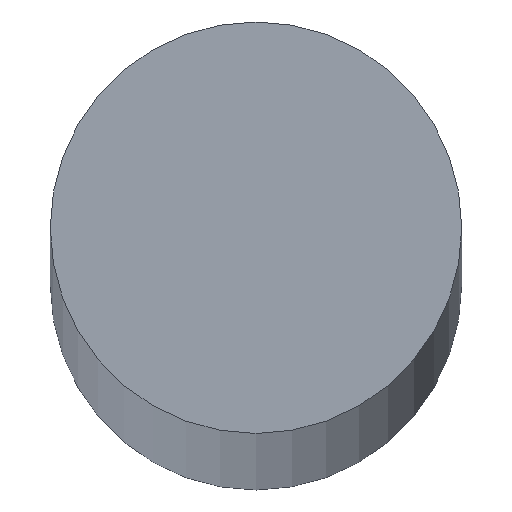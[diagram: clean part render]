
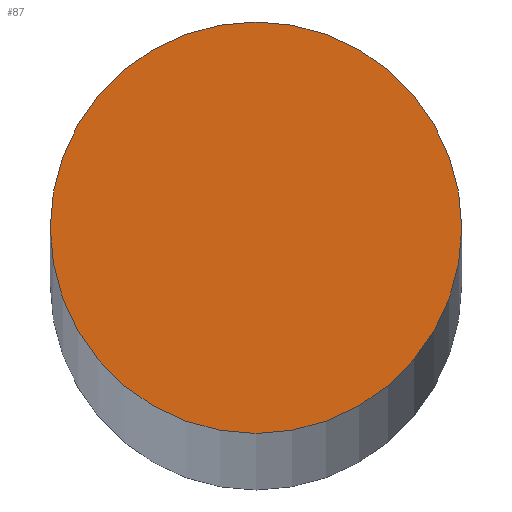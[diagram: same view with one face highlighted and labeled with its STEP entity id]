
A CAD part, top view. The second image highlights one B-rep face of the part: STEP entity #87.
In plain terms, the highlighted planar face has unit normal (0, 0, 1).
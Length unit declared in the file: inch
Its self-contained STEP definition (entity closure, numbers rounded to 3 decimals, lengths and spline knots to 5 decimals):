
#1 = CIRCLE ( 'NONE', #149, 0.125 ) ;
#5 = DIRECTION ( 'NONE',  ( 0., 0., 1. ) ) ;
#8 = CIRCLE ( 'NONE', #142, 0.125 ) ;
#12 = VERTEX_POINT ( 'NONE', #114 ) ;
#13 = DIRECTION ( 'NONE',  ( -1., 0., 0. ) ) ;
#17 = DIRECTION ( 'NONE',  ( 0., 0., -1. ) ) ;
#29 = ORIENTED_EDGE ( 'NONE', *, *, #128, .F. ) ;
#33 = VERTEX_POINT ( 'NONE', #101 ) ;
#34 = DIRECTION ( 'NONE',  ( 1., 0., 0. ) ) ;
#47 = EDGE_LOOP ( 'NONE', ( #63, #29 ) ) ;
#59 = FACE_OUTER_BOUND ( 'NONE', #47, .T. ) ;
#63 = ORIENTED_EDGE ( 'NONE', *, *, #134, .F. ) ;
#87 = ADVANCED_FACE ( 'NONE', ( #59 ), #148, .T. ) ;
#92 = DIRECTION ( 'NONE',  ( 0., 0., -1. ) ) ;
#101 = CARTESIAN_POINT ( 'NONE',  ( 0.125, 0., 0. ) ) ;
#106 = CARTESIAN_POINT ( 'NONE',  ( 0., 0., 0. ) ) ;
#114 = CARTESIAN_POINT ( 'NONE',  ( -0.125, 0., 0. ) ) ;
#128 = EDGE_CURVE ( 'NONE', #33, #12, #8, .T. ) ;
#129 = DIRECTION ( 'NONE',  ( -1., 0., 0. ) ) ;
#130 = CARTESIAN_POINT ( 'NONE',  ( 0., 0., 0. ) ) ;
#131 = CARTESIAN_POINT ( 'NONE',  ( 0., 0., 0. ) ) ;
#134 = EDGE_CURVE ( 'NONE', #12, #33, #1, .T. ) ;
#136 = AXIS2_PLACEMENT_3D ( 'NONE', #106, #5, #34 ) ;
#142 = AXIS2_PLACEMENT_3D ( 'NONE', #131, #17, #129 ) ;
#148 = PLANE ( 'NONE',  #136 ) ;
#149 = AXIS2_PLACEMENT_3D ( 'NONE', #130, #92, #13 ) ;
